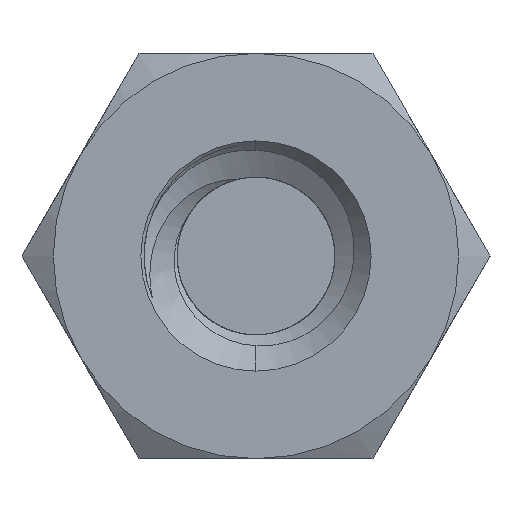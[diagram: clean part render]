
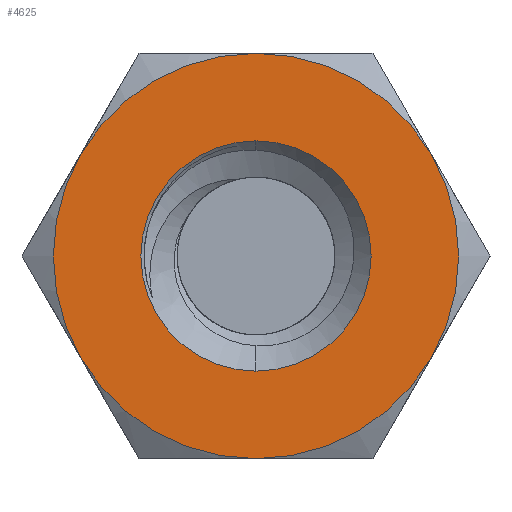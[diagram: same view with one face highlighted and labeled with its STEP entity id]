
A CAD part, left-side view. The second image highlights one B-rep face of the part: STEP entity #4625.
In plain terms, the highlighted planar face has unit normal (-1, 0, 0).
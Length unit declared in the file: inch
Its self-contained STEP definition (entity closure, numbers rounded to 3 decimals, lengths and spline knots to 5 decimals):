
#72 = VERTEX_POINT ( 'NONE', #3708 ) ;
#98 = DIRECTION ( 'NONE',  ( -1., 0., 0. ) ) ;
#161 = DIRECTION ( 'NONE',  ( 0., 0., 1. ) ) ;
#167 = CARTESIAN_POINT ( 'NONE',  ( -0.625, -0.10825, 0.0625 ) ) ;
#459 = AXIS2_PLACEMENT_3D ( 'NONE', #3099, #3515, #2676 ) ;
#488 = CIRCLE ( 'NONE', #5144, 0.071 ) ;
#551 = CIRCLE ( 'NONE', #459, 0.125 ) ;
#578 = DIRECTION ( 'NONE',  ( 0., 0., -1. ) ) ;
#630 = CARTESIAN_POINT ( 'NONE',  ( -0.625, 0.14434, 0. ) ) ;
#639 = CARTESIAN_POINT ( 'NONE',  ( -0.625, 0., 0. ) ) ;
#909 = EDGE_CURVE ( 'NONE', #4118, #72, #2224, .T. ) ;
#982 = AXIS2_PLACEMENT_3D ( 'NONE', #4014, #1137, #1152 ) ;
#993 = VERTEX_POINT ( 'NONE', #3396 ) ;
#1055 = DIRECTION ( 'NONE',  ( 0., 0., -1. ) ) ;
#1137 = DIRECTION ( 'NONE',  ( -1., 0., 0. ) ) ;
#1152 = DIRECTION ( 'NONE',  ( 0., 0., 1. ) ) ;
#1454 = DIRECTION ( 'NONE',  ( -1., 0., 0. ) ) ;
#1480 = EDGE_CURVE ( 'NONE', #4324, #3745, #2082, .T. ) ;
#1648 = AXIS2_PLACEMENT_3D ( 'NONE', #4727, #2664, #5155 ) ;
#1693 = EDGE_CURVE ( 'NONE', #2413, #3153, #2344, .T. ) ;
#1712 = EDGE_LOOP ( 'NONE', ( #2092, #2823 ) ) ;
#1819 = EDGE_CURVE ( 'NONE', #4324, #3991, #4948, .T. ) ;
#1913 = CARTESIAN_POINT ( 'NONE',  ( -0.625, -0.10825, -0.0625 ) ) ;
#1927 = CARTESIAN_POINT ( 'NONE',  ( -0.625, 0., 0. ) ) ;
#2067 = EDGE_CURVE ( 'NONE', #993, #3745, #5127, .T. ) ;
#2071 = CARTESIAN_POINT ( 'NONE',  ( -0.625, 0.10825, 0.0625 ) ) ;
#2082 = CIRCLE ( 'NONE', #982, 0.125 ) ;
#2092 = ORIENTED_EDGE ( 'NONE', *, *, #1693, .F. ) ;
#2224 = CIRCLE ( 'NONE', #5205, 0.125 ) ;
#2338 = AXIS2_PLACEMENT_3D ( 'NONE', #630, #3611, #1055 ) ;
#2344 = CIRCLE ( 'NONE', #4435, 0.071 ) ;
#2413 = VERTEX_POINT ( 'NONE', #3292 ) ;
#2664 = DIRECTION ( 'NONE',  ( 1., 0., 0. ) ) ;
#2676 = DIRECTION ( 'NONE',  ( 0., 0., -1. ) ) ;
#2694 = ORIENTED_EDGE ( 'NONE', *, *, #4129, .F. ) ;
#2823 = ORIENTED_EDGE ( 'NONE', *, *, #3583, .F. ) ;
#3033 = CARTESIAN_POINT ( 'NONE',  ( -0.625, 0., -0.071 ) ) ;
#3037 = DIRECTION ( 'NONE',  ( 0., 0., 1. ) ) ;
#3090 = FACE_BOUND ( 'NONE', #1712, .T. ) ;
#3099 = CARTESIAN_POINT ( 'NONE',  ( -0.625, 0., 0. ) ) ;
#3153 = VERTEX_POINT ( 'NONE', #3033 ) ;
#3218 = AXIS2_PLACEMENT_3D ( 'NONE', #639, #4422, #4009 ) ;
#3292 = CARTESIAN_POINT ( 'NONE',  ( -0.625, 0., 0.071 ) ) ;
#3341 = EDGE_LOOP ( 'NONE', ( #4442, #5288, #2694, #3876, #3743, #3430 ) ) ;
#3396 = CARTESIAN_POINT ( 'NONE',  ( -0.625, 0.10825, -0.0625 ) ) ;
#3430 = ORIENTED_EDGE ( 'NONE', *, *, #2067, .F. ) ;
#3481 = CARTESIAN_POINT ( 'NONE',  ( -0.625, 0., 0. ) ) ;
#3515 = DIRECTION ( 'NONE',  ( 1., 0., 0. ) ) ;
#3583 = EDGE_CURVE ( 'NONE', #3153, #2413, #488, .T. ) ;
#3611 = DIRECTION ( 'NONE',  ( 1., 0., 0. ) ) ;
#3708 = CARTESIAN_POINT ( 'NONE',  ( -0.625, 0., -0.125 ) ) ;
#3743 = ORIENTED_EDGE ( 'NONE', *, *, #1480, .T. ) ;
#3745 = VERTEX_POINT ( 'NONE', #2071 ) ;
#3826 = AXIS2_PLACEMENT_3D ( 'NONE', #4813, #5240, #4851 ) ;
#3876 = ORIENTED_EDGE ( 'NONE', *, *, #1819, .F. ) ;
#3991 = VERTEX_POINT ( 'NONE', #167 ) ;
#4009 = DIRECTION ( 'NONE',  ( 0., 0., -1. ) ) ;
#4014 = CARTESIAN_POINT ( 'NONE',  ( -0.625, 0., 0. ) ) ;
#4016 = EDGE_CURVE ( 'NONE', #72, #993, #551, .T. ) ;
#4118 = VERTEX_POINT ( 'NONE', #1913 ) ;
#4129 = EDGE_CURVE ( 'NONE', #3991, #4118, #5303, .T. ) ;
#4189 = CARTESIAN_POINT ( 'NONE',  ( -0.625, 0., 0. ) ) ;
#4324 = VERTEX_POINT ( 'NONE', #5029 ) ;
#4374 = DIRECTION ( 'NONE',  ( 1., 0., 0. ) ) ;
#4422 = DIRECTION ( 'NONE',  ( 1., 0., 0. ) ) ;
#4435 = AXIS2_PLACEMENT_3D ( 'NONE', #4189, #98, #3037 ) ;
#4442 = ORIENTED_EDGE ( 'NONE', *, *, #4016, .F. ) ;
#4625 = ADVANCED_FACE ( 'NONE', ( #3090, #4653 ), #5228, .F. ) ;
#4653 = FACE_OUTER_BOUND ( 'NONE', #3341, .T. ) ;
#4727 = CARTESIAN_POINT ( 'NONE',  ( -0.625, 0., 0. ) ) ;
#4813 = CARTESIAN_POINT ( 'NONE',  ( -0.625, 0., 0. ) ) ;
#4851 = DIRECTION ( 'NONE',  ( 0., 0., -1. ) ) ;
#4948 = CIRCLE ( 'NONE', #1648, 0.125 ) ;
#5029 = CARTESIAN_POINT ( 'NONE',  ( -0.625, 0., 0.125 ) ) ;
#5127 = CIRCLE ( 'NONE', #3218, 0.125 ) ;
#5144 = AXIS2_PLACEMENT_3D ( 'NONE', #1927, #1454, #161 ) ;
#5155 = DIRECTION ( 'NONE',  ( 0., 0., -1. ) ) ;
#5205 = AXIS2_PLACEMENT_3D ( 'NONE', #3481, #4374, #578 ) ;
#5228 = PLANE ( 'NONE',  #2338 ) ;
#5240 = DIRECTION ( 'NONE',  ( 1., 0., 0. ) ) ;
#5288 = ORIENTED_EDGE ( 'NONE', *, *, #909, .F. ) ;
#5303 = CIRCLE ( 'NONE', #3826, 0.125 ) ;
